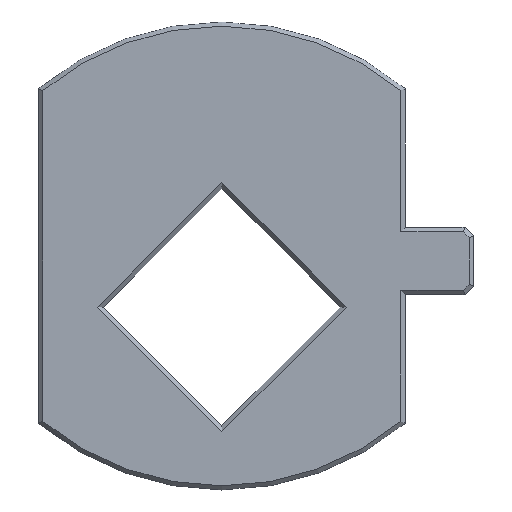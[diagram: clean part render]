
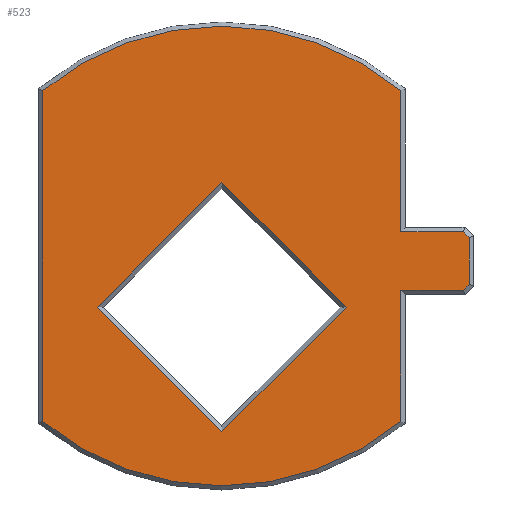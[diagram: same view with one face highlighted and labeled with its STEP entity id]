
A CAD part, top view. The second image highlights one B-rep face of the part: STEP entity #523.
In plain terms, the highlighted planar face has unit normal (0, 0, 1).
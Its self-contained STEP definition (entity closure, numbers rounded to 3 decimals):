
#36=CIRCLE('',#574,16.75);
#37=CIRCLE('',#575,16.75);
#64=ORIENTED_EDGE('',*,*,#206,.T.);
#65=ORIENTED_EDGE('',*,*,#207,.T.);
#66=ORIENTED_EDGE('',*,*,#208,.T.);
#67=ORIENTED_EDGE('',*,*,#209,.T.);
#68=ORIENTED_EDGE('',*,*,#210,.T.);
#69=ORIENTED_EDGE('',*,*,#211,.T.);
#70=ORIENTED_EDGE('',*,*,#212,.T.);
#71=ORIENTED_EDGE('',*,*,#213,.T.);
#72=ORIENTED_EDGE('',*,*,#214,.T.);
#73=ORIENTED_EDGE('',*,*,#215,.T.);
#74=ORIENTED_EDGE('',*,*,#216,.T.);
#75=ORIENTED_EDGE('',*,*,#217,.T.);
#76=ORIENTED_EDGE('',*,*,#218,.T.);
#77=ORIENTED_EDGE('',*,*,#219,.T.);
#206=EDGE_CURVE('',#276,#277,#319,.T.);
#207=EDGE_CURVE('',#277,#278,#320,.T.);
#208=EDGE_CURVE('',#278,#279,#321,.T.);
#209=EDGE_CURVE('',#279,#276,#322,.T.);
#210=EDGE_CURVE('',#280,#281,#323,.T.);
#211=EDGE_CURVE('',#281,#282,#324,.T.);
#212=EDGE_CURVE('',#282,#283,#325,.T.);
#213=EDGE_CURVE('',#283,#284,#326,.T.);
#214=EDGE_CURVE('',#284,#285,#327,.T.);
#215=EDGE_CURVE('',#285,#286,#328,.T.);
#216=EDGE_CURVE('',#286,#287,#36,.T.);
#217=EDGE_CURVE('',#287,#288,#329,.T.);
#218=EDGE_CURVE('',#288,#289,#37,.T.);
#219=EDGE_CURVE('',#289,#280,#330,.T.);
#276=VERTEX_POINT('',#798);
#277=VERTEX_POINT('',#799);
#278=VERTEX_POINT('',#801);
#279=VERTEX_POINT('',#803);
#280=VERTEX_POINT('',#806);
#281=VERTEX_POINT('',#807);
#282=VERTEX_POINT('',#809);
#283=VERTEX_POINT('',#811);
#284=VERTEX_POINT('',#813);
#285=VERTEX_POINT('',#815);
#286=VERTEX_POINT('',#817);
#287=VERTEX_POINT('',#819);
#288=VERTEX_POINT('',#821);
#289=VERTEX_POINT('',#823);
#319=LINE('',#797,#379);
#320=LINE('',#800,#380);
#321=LINE('',#802,#381);
#322=LINE('',#804,#382);
#323=LINE('',#805,#383);
#324=LINE('',#808,#384);
#325=LINE('',#810,#385);
#326=LINE('',#812,#386);
#327=LINE('',#814,#387);
#328=LINE('',#816,#388);
#329=LINE('',#820,#389);
#330=LINE('',#824,#390);
#379=VECTOR('',#642,1000.);
#380=VECTOR('',#643,1000.);
#381=VECTOR('',#644,1000.);
#382=VECTOR('',#645,1000.);
#383=VECTOR('',#646,1000.);
#384=VECTOR('',#647,1000.);
#385=VECTOR('',#648,1000.);
#386=VECTOR('',#649,1000.);
#387=VECTOR('',#650,1000.);
#388=VECTOR('',#651,1000.);
#389=VECTOR('',#654,1000.);
#390=VECTOR('',#657,1000.);
#426=EDGE_LOOP('',(#64,#65,#66,#67));
#427=EDGE_LOOP('',(#68,#69,#70,#71,#72,#73,#74,#75,#76,#77));
#462=FACE_BOUND('',#426,.T.);
#463=FACE_BOUND('',#427,.T.);
#496=PLANE('',#573);
#523=ADVANCED_FACE('',(#462,#463),#496,.T.);
#573=AXIS2_PLACEMENT_3D('',#796,#640,#641);
#574=AXIS2_PLACEMENT_3D('',#818,#652,#653);
#575=AXIS2_PLACEMENT_3D('',#822,#655,#656);
#640=DIRECTION('',(0.,0.,1.));
#641=DIRECTION('',(0.,1.,0.));
#642=DIRECTION('',(-0.707,-0.707,0.));
#643=DIRECTION('',(-0.707,0.707,0.));
#644=DIRECTION('',(0.707,0.707,0.));
#645=DIRECTION('',(0.707,-0.707,0.));
#646=DIRECTION('',(1.,0.,0.));
#647=DIRECTION('',(0.707,0.707,0.));
#648=DIRECTION('',(0.,1.,0.));
#649=DIRECTION('',(-0.707,0.707,0.));
#650=DIRECTION('',(-1.,0.,0.));
#651=DIRECTION('',(0.,1.,0.));
#652=DIRECTION('',(0.,0.,1.));
#653=DIRECTION('',(1.,0.,0.));
#654=DIRECTION('',(0.,-1.,0.));
#655=DIRECTION('',(0.,0.,1.));
#656=DIRECTION('',(1.,0.,0.));
#657=DIRECTION('',(0.,1.,0.));
#796=CARTESIAN_POINT('',(-100.,-100.,0.));
#797=CARTESIAN_POINT('',(0.177,-7.248,0.));
#798=CARTESIAN_POINT('',(7.425,0.,0.));
#799=CARTESIAN_POINT('',(0.,-7.425,0.));
#800=CARTESIAN_POINT('',(-7.248,-0.177,0.));
#801=CARTESIAN_POINT('',(-7.425,0.,0.));
#802=CARTESIAN_POINT('',(-0.177,7.248,0.));
#803=CARTESIAN_POINT('',(0.,7.425,0.));
#804=CARTESIAN_POINT('',(7.248,0.177,0.));
#805=CARTESIAN_POINT('',(-100.,1.,0.));
#806=CARTESIAN_POINT('',(10.675,1.,0.));
#807=CARTESIAN_POINT('',(14.396,1.,0.));
#808=CARTESIAN_POINT('',(-93.302,-106.698,0.));
#809=CARTESIAN_POINT('',(14.75,1.354,0.));
#810=CARTESIAN_POINT('',(14.75,-100.,0.));
#811=CARTESIAN_POINT('',(14.75,4.146,0.));
#812=CARTESIAN_POINT('',(9.448,9.448,0.));
#813=CARTESIAN_POINT('',(14.396,4.5,0.));
#814=CARTESIAN_POINT('',(10.925,4.5,0.));
#815=CARTESIAN_POINT('',(10.675,4.5,0.));
#816=CARTESIAN_POINT('',(10.675,13.025,0.));
#817=CARTESIAN_POINT('',(10.675,12.908,0.));
#818=CARTESIAN_POINT('',(0.,0.,0.));
#819=CARTESIAN_POINT('',(-10.675,12.908,0.));
#820=CARTESIAN_POINT('',(-10.675,-100.,0.));
#821=CARTESIAN_POINT('',(-10.675,-6.808,0.));
#822=CARTESIAN_POINT('',(0.,6.1,0.));
#823=CARTESIAN_POINT('',(10.675,-6.808,0.));
#824=CARTESIAN_POINT('',(10.675,0.75,0.));
